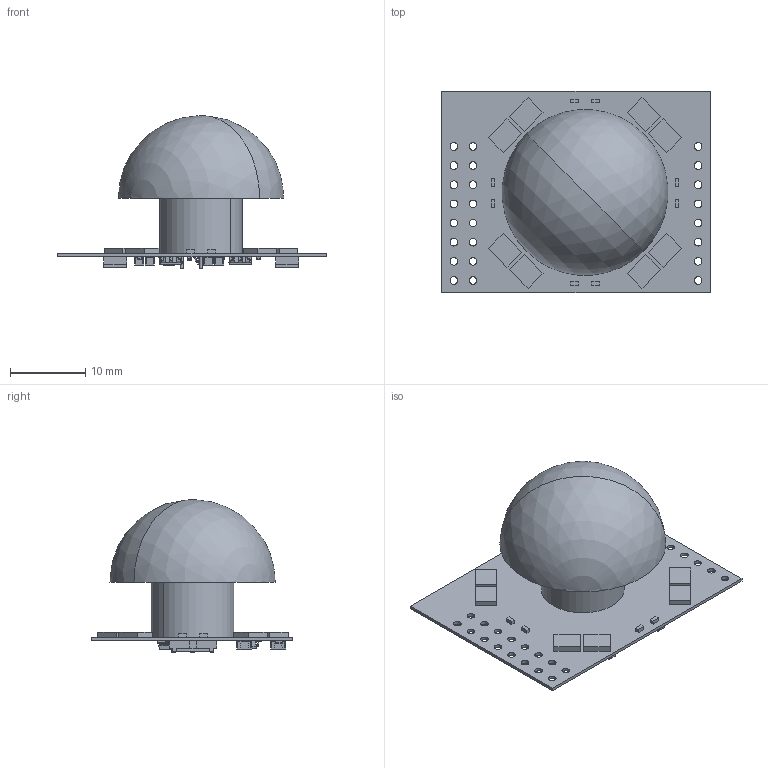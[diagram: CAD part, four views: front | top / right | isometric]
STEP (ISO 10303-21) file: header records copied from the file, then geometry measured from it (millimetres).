
FILE_DESCRIPTION(('Open CASCADE Model'),'2;1');
FILE_NAME('Open CASCADE Shape Model','2023-04-18T20:40:29',('Author'),( 'Open CASCADE'),'Open CASCADE STEP processor 6.8','Open CASCADE 6.8' ,'Unknown');
FILE_SCHEMA(('AUTOMOTIVE_DESIGN { 1 0 10303 214 1 1 1 1 }'));
Length unit declared in the file: millimetre
Products named in the file (68): PCB; Board; Open CASCADE STEP translator 6.8 1.1.1; IC3; SOT-23-5; LED14; 6047428992; Extruded; LED15; LED16; 6047429232; LED10; LED8; LED4; LED3; LED6; R4; SMS-R2512; C6; CAP-0402; C5; C4; CAP-0805; D4; RES-0402; D2; SOD-523_0P9X1P3_ONS; R3; L2; IC2; SOT23-6; Open CASCADE STEP translator 6.8 1.19.1.1; Open CASCADE STEP translator 6.8 1.19.1.2; LED11; 6047221728; LED12; LED13; 6047222128; LED9; LED7 ...
Assembly tree (98 placements, depth 4):
  PCB
    Board
      Open CASCADE STEP translator 6.8 1.1.1
    IC3
      SOT-23-5
    LED14
      6047428992
        Extruded
    LED15
      6047428992
        Extruded
    LED16
      6047429232
        Extruded
    LED10
      6047429232
        Extruded
    LED8
      6047428992
        Extruded
    LED4
      6047428992
        Extruded
    LED3
      6047429232
        Extruded
    LED6
      6047429232
        Extruded
    R4
      SMS-R2512
    C6
      CAP-0402
    C5
      CAP-0402
    C4
      CAP-0805
    D4
      RES-0402
    D2
      SOD-523_0P9X1P3_ONS
    R3
      RES-0402
    L2
      CAP-0805
    IC2
      SOT23-6
        Open CASCADE STEP translator 6.8 1.19.1.1
        Open CASCADE STEP translator 6.8 1.19.1.2
    LED11
      6047221728
        Extruded
    LED12
      6047221728
        Extruded
    LED13
      6047222128
        Extruded
    LED9
      6047222128
Bounding box: 35.6 x 26.67 x 20.3 mm (x, y, z)
Volume: 3997.6 mm3; surface area: 3996.9 mm2
Topology: 70 solids, 74 shells, 1606 faces, 3823 edges, 2303 vertices
Faces by surface type: plane 857, cylinder 401, bspline 266, sphere 82
Full cylindrical faces by diameter (mm): 0.65 x3, 1.016 x24
Entity records: 24099 total; most frequent: CARTESIAN_POINT 8071, ORIENTED_EDGE 2714, DIRECTION 2496, EDGE_CURVE 1358, VERTEX_POINT 851, LINE 836, VECTOR 836, AXIS2_PLACEMENT_3D 830
